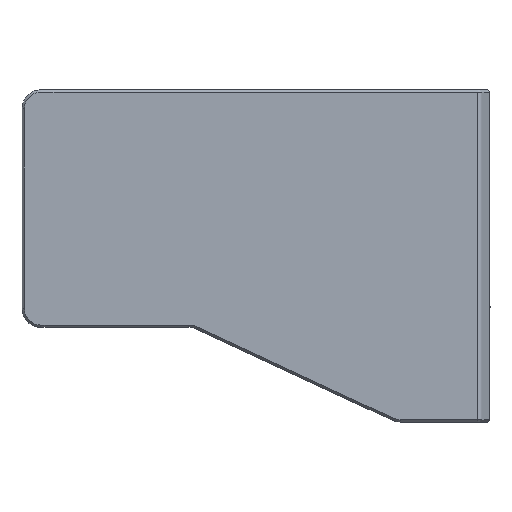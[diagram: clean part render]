
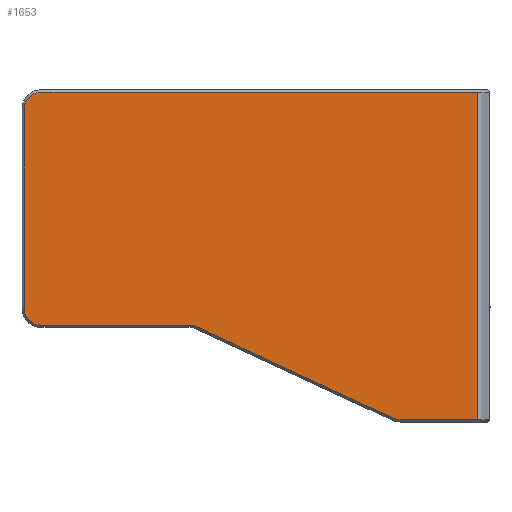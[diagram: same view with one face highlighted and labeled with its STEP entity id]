
A CAD part, top view. The second image highlights one B-rep face of the part: STEP entity #1653.
In plain terms, the highlighted planar face has unit normal (0, 0, 1).
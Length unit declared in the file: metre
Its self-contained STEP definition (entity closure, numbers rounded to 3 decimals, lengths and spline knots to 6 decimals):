
#150=LINE('',#2685,#296);
#151=LINE('',#2688,#297);
#152=LINE('',#2692,#298);
#153=LINE('',#2696,#299);
#154=LINE('',#2700,#300);
#155=LINE('',#2704,#301);
#296=VECTOR('',#2089,1.);
#297=VECTOR('',#2090,1.);
#298=VECTOR('',#2093,1.);
#299=VECTOR('',#2096,1.);
#300=VECTOR('',#2099,1.);
#301=VECTOR('',#2102,1.);
#479=ORIENTED_EDGE('',*,*,#963,.F.);
#480=ORIENTED_EDGE('',*,*,#964,.F.);
#481=ORIENTED_EDGE('',*,*,#965,.F.);
#482=ORIENTED_EDGE('',*,*,#966,.F.);
#483=ORIENTED_EDGE('',*,*,#967,.F.);
#484=ORIENTED_EDGE('',*,*,#968,.F.);
#485=ORIENTED_EDGE('',*,*,#969,.F.);
#486=ORIENTED_EDGE('',*,*,#970,.F.);
#487=ORIENTED_EDGE('',*,*,#971,.F.);
#488=ORIENTED_EDGE('',*,*,#972,.F.);
#963=EDGE_CURVE('',#1203,#1204,#150,.F.);
#964=EDGE_CURVE('',#1205,#1203,#151,.T.);
#965=EDGE_CURVE('',#1206,#1205,#1301,.F.);
#966=EDGE_CURVE('',#1207,#1206,#152,.T.);
#967=EDGE_CURVE('',#1208,#1207,#1302,.F.);
#968=EDGE_CURVE('',#1209,#1208,#153,.T.);
#969=EDGE_CURVE('',#1210,#1209,#1303,.T.);
#970=EDGE_CURVE('',#1211,#1210,#154,.T.);
#971=EDGE_CURVE('',#1212,#1211,#1304,.F.);
#972=EDGE_CURVE('',#1204,#1212,#155,.T.);
#1203=VERTEX_POINT('',#2686);
#1204=VERTEX_POINT('',#2687);
#1205=VERTEX_POINT('',#2689);
#1206=VERTEX_POINT('',#2691);
#1207=VERTEX_POINT('',#2693);
#1208=VERTEX_POINT('',#2695);
#1209=VERTEX_POINT('',#2697);
#1210=VERTEX_POINT('',#2699);
#1211=VERTEX_POINT('',#2701);
#1212=VERTEX_POINT('',#2703);
#1301=CIRCLE('',#1803,0.00525);
#1302=CIRCLE('',#1804,0.00525);
#1303=CIRCLE('',#1805,0.00675);
#1304=CIRCLE('',#1806,0.00525);
#1358=EDGE_LOOP('',(#479,#480,#481,#482,#483,#484,#485,#486,#487,#488));
#1482=FACE_BOUND('',#1358,.T.);
#1598=PLANE('',#1802);
#1653=ADVANCED_FACE('',(#1482),#1598,.F.);
#1802=AXIS2_PLACEMENT_3D('',#2684,#2087,#2088);
#1803=AXIS2_PLACEMENT_3D('',#2690,#2091,#2092);
#1804=AXIS2_PLACEMENT_3D('',#2694,#2094,#2095);
#1805=AXIS2_PLACEMENT_3D('',#2698,#2097,#2098);
#1806=AXIS2_PLACEMENT_3D('',#2702,#2100,#2101);
#2087=DIRECTION('',(0.,0.,-1.));
#2088=DIRECTION('',(0.,-1.,0.));
#2089=DIRECTION('',(0.,1.,0.));
#2090=DIRECTION('',(1.,0.,0.));
#2091=DIRECTION('',(0.,0.,1.));
#2092=DIRECTION('',(0.,-1.,0.));
#2093=DIRECTION('',(0.,1.,0.));
#2094=DIRECTION('',(0.,0.,1.));
#2095=DIRECTION('',(0.,-1.,0.));
#2096=DIRECTION('',(-1.,0.,0.));
#2097=DIRECTION('',(0.,0.,1.));
#2098=DIRECTION('',(0.,-1.,0.));
#2099=DIRECTION('',(-0.906,0.423,0.));
#2100=DIRECTION('',(0.,0.,1.));
#2101=DIRECTION('',(0.,-1.,0.));
#2102=DIRECTION('',(-1.,0.,0.));
#2684=CARTESIAN_POINT('',(-0.058587,-0.050952,0.0492));
#2685=CARTESIAN_POINT('',(0.01145,-0.05095,0.0492));
#2686=CARTESIAN_POINT('',(0.01145,0.0533,0.0492));
#2687=CARTESIAN_POINT('',(0.01145,-0.0502,0.0492));
#2688=CARTESIAN_POINT('',(0.01145,0.0533,0.0492));
#2689=CARTESIAN_POINT('',(-0.12655,0.0533,0.0492));
#2690=CARTESIAN_POINT('',(-0.12655,0.04805,0.0492));
#2691=CARTESIAN_POINT('',(-0.1318,0.04805,0.0492));
#2692=CARTESIAN_POINT('',(-0.1318,0.04805,0.0492));
#2693=CARTESIAN_POINT('',(-0.1318,-0.01505,0.0492));
#2694=CARTESIAN_POINT('',(-0.12655,-0.01505,0.0492));
#2695=CARTESIAN_POINT('',(-0.12655,-0.0203,0.0492));
#2696=CARTESIAN_POINT('',(-0.058587,-0.0203,0.0492));
#2697=CARTESIAN_POINT('',(-0.079837,-0.0203,0.0492));
#2698=CARTESIAN_POINT('',(-0.079837,-0.02705,0.0492));
#2699=CARTESIAN_POINT('',(-0.076984,-0.020932,0.0492));
#2700=CARTESIAN_POINT('',(-0.050374,-0.033341,0.0492));
#2701=CARTESIAN_POINT('',(-0.015274,-0.049708,0.0492));
#2702=CARTESIAN_POINT('',(-0.013056,-0.04495,0.0492));
#2703=CARTESIAN_POINT('',(-0.013056,-0.0502,0.0492));
#2704=CARTESIAN_POINT('',(-0.058587,-0.0502,0.0492));
